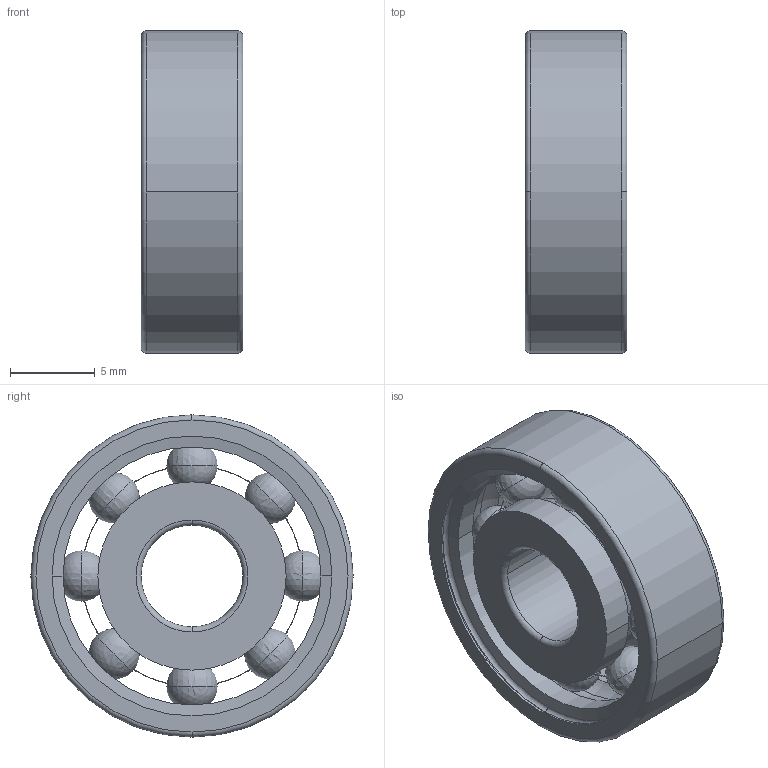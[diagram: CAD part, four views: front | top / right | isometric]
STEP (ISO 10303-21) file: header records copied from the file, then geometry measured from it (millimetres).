
FILE_DESCRIPTION(('STEP AP214'),'1');
FILE_NAME('skf_bearing_626_2.stp','2024-11-12T17:03:07',('TraceParts'),('TraceParts S.A.'),'Spatial InterOp 3D',' ',' ');
FILE_SCHEMA(('AUTOMOTIVE_DESIGN { 1 0 10303 214 1 1 1 1 }'));
Length unit declared in the file: millimetre
Products named in the file (1): skf_bearing_626_2_1
Bounding box: 6 x 19 x 19 mm (x, y, z)
Volume: 1019.2 mm3; surface area: 1561.6 mm2
Topology: 3 solids, 3 shells, 80 faces, 220 edges, 128 vertices
Faces by surface type: torus 40, cylinder 16, sphere 16, cone 4, plane 4
Entity records: 2907 total; most frequent: CARTESIAN_POINT 943, DIRECTION 458, ORIENTED_EDGE 376, AXIS2_PLACEMENT_3D 219, EDGE_CURVE 188, CIRCLE 136, VERTEX_POINT 128, EDGE_LOOP 100
